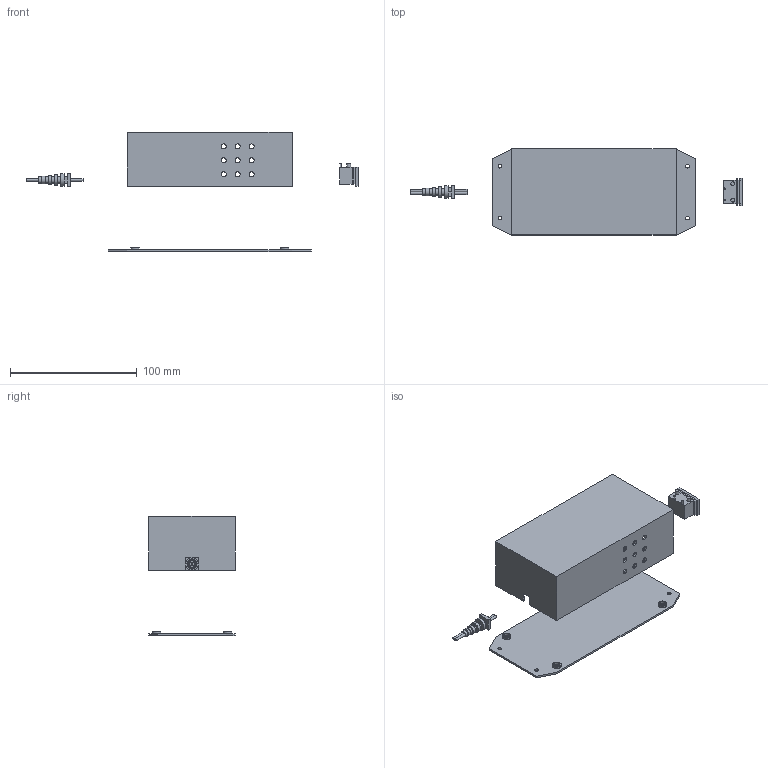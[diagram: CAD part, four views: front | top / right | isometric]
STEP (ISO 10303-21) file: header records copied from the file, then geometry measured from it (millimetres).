
FILE_DESCRIPTION(('FreeCAD Model'),'2;1');
FILE_NAME('cus30m_case.step' ,'2019-01-31T23:26:16',('Author'),(''), 'Open CASCADE STEP processor 7.3','FreeCAD','Unknown');
FILE_SCHEMA(('AUTOMOTIVE_DESIGN { 1 0 10303 214 1 1 1 1 }'));
Length unit declared in the file: millimetre
Products named in the file (4): Base; AC; DC; Lid
Bounding box: 262 x 68 x 94 mm (x, y, z)
Volume: 58332.8 mm3; surface area: 79378 mm2
Topology: 4 solids, 4 shells, 181 faces, 389 edges, 248 vertices
Faces by surface type: plane 113, cylinder 68
Full cylindrical faces by diameter (mm): 1.2 x2, 2.36 x2, 3 x14, 4 x18, 5 x12, 6 x1, 7 x5, 8 x1, 10 x1
Entity records: 10147 total; most frequent: CARTESIAN_POINT 1768, DIRECTION 1613, LINE 848, VECTOR 848, ORIENTED_EDGE 778, PCURVE 774, DEFINITIONAL_REPRESENTATION 774, EDGE_CURVE 387
